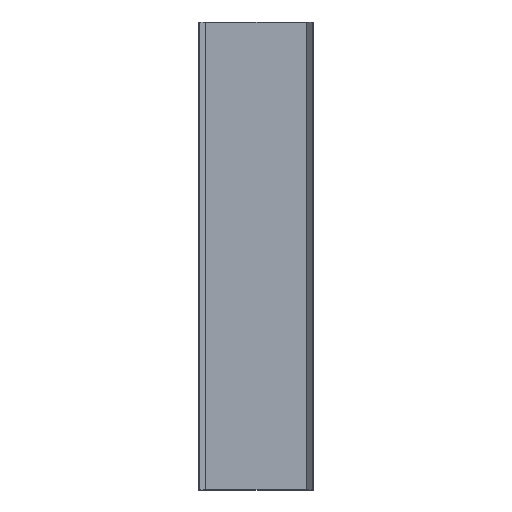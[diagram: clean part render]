
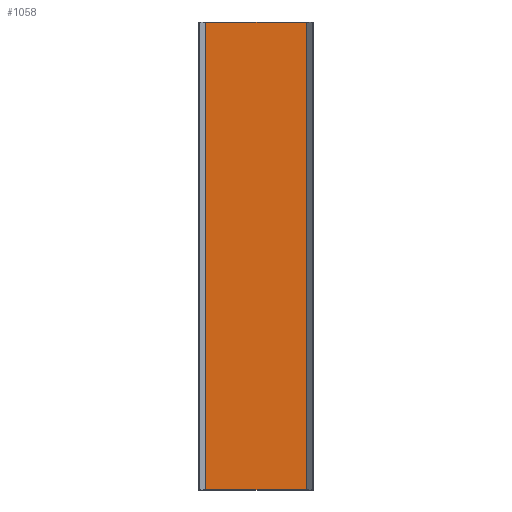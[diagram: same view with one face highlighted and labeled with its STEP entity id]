
A CAD part, top view. The second image highlights one B-rep face of the part: STEP entity #1058.
In plain terms, the highlighted planar face has unit normal (0, 0, 1).
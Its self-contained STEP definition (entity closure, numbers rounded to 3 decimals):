
#65=FACE_OUTER_BOUND('',#127,.T.);
#127=EDGE_LOOP('',(#760,#761,#762,#763,#764,#765,#766,#767));
#188=LINE('',#1497,#316);
#241=LINE('',#1611,#369);
#242=LINE('',#1622,#370);
#243=LINE('',#1624,#371);
#244=LINE('',#1625,#372);
#245=LINE('',#1627,#373);
#246=LINE('',#1629,#374);
#247=LINE('',#1630,#375);
#316=VECTOR('',#1220,10.);
#369=VECTOR('',#1297,10.);
#370=VECTOR('',#1308,10.);
#371=VECTOR('',#1309,10.);
#372=VECTOR('',#1310,10.);
#373=VECTOR('',#1311,10.);
#374=VECTOR('',#1312,10.);
#375=VECTOR('',#1313,10.);
#447=VERTEX_POINT('',#1494);
#448=VERTEX_POINT('',#1496);
#493=VERTEX_POINT('',#1600);
#497=VERTEX_POINT('',#1609);
#502=VERTEX_POINT('',#1621);
#503=VERTEX_POINT('',#1623);
#504=VERTEX_POINT('',#1626);
#505=VERTEX_POINT('',#1628);
#544=EDGE_CURVE('',#447,#448,#188,.T.);
#601=EDGE_CURVE('',#497,#493,#241,.T.);
#606=EDGE_CURVE('',#502,#497,#242,.T.);
#607=EDGE_CURVE('',#503,#502,#243,.T.);
#608=EDGE_CURVE('',#503,#448,#244,.T.);
#609=EDGE_CURVE('',#504,#447,#245,.T.);
#610=EDGE_CURVE('',#505,#504,#246,.T.);
#611=EDGE_CURVE('',#505,#493,#247,.T.);
#760=ORIENTED_EDGE('',*,*,#601,.F.);
#761=ORIENTED_EDGE('',*,*,#606,.F.);
#762=ORIENTED_EDGE('',*,*,#607,.F.);
#763=ORIENTED_EDGE('',*,*,#608,.T.);
#764=ORIENTED_EDGE('',*,*,#544,.F.);
#765=ORIENTED_EDGE('',*,*,#609,.F.);
#766=ORIENTED_EDGE('',*,*,#610,.F.);
#767=ORIENTED_EDGE('',*,*,#611,.T.);
#965=PLANE('',#1143);
#1058=ADVANCED_FACE('',(#65),#965,.T.);
#1143=AXIS2_PLACEMENT_3D('',#1620,#1306,#1307);
#1220=DIRECTION('',(0.,-1.,0.));
#1297=DIRECTION('',(0.,1.,0.));
#1306=DIRECTION('center_axis',(0.,0.,1.));
#1307=DIRECTION('ref_axis',(1.,0.,0.));
#1308=DIRECTION('',(-1.,0.,0.));
#1309=DIRECTION('',(-1.,0.,0.));
#1310=DIRECTION('',(1.,0.,0.));
#1311=DIRECTION('',(1.,0.,0.));
#1312=DIRECTION('',(1.,0.,0.));
#1313=DIRECTION('',(-1.,0.,0.));
#1494=CARTESIAN_POINT('',(226.369,600.,1.));
#1496=CARTESIAN_POINT('',(226.369,0.,1.));
#1497=CARTESIAN_POINT('',(226.369,300.,1.));
#1600=CARTESIAN_POINT('',(80.631,600.,1.));
#1609=CARTESIAN_POINT('',(80.631,0.,1.));
#1611=CARTESIAN_POINT('',(80.631,300.,1.));
#1620=CARTESIAN_POINT('Origin',(153.5,300.,1.));
#1621=CARTESIAN_POINT('',(81.631,0.,1.));
#1622=CARTESIAN_POINT('',(116.565,0.,1.));
#1623=CARTESIAN_POINT('',(225.369,0.,1.));
#1624=CARTESIAN_POINT('',(0.,0.,1.));
#1625=CARTESIAN_POINT('',(116.565,0.,1.));
#1626=CARTESIAN_POINT('',(225.369,600.,1.));
#1627=CARTESIAN_POINT('',(116.858,600.,1.));
#1628=CARTESIAN_POINT('',(81.631,600.,1.));
#1629=CARTESIAN_POINT('',(307.,600.,1.));
#1630=CARTESIAN_POINT('',(116.858,600.,1.));
